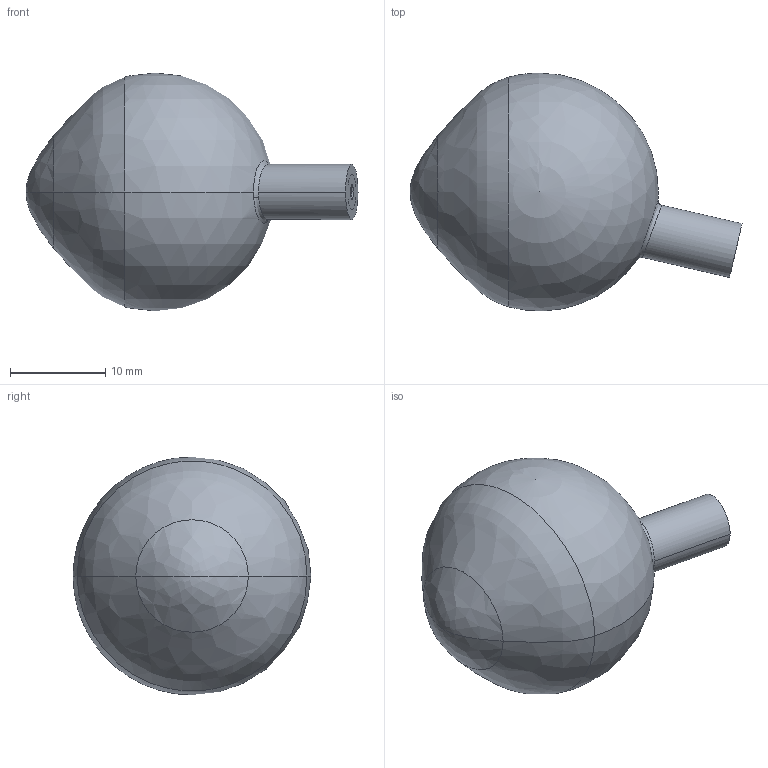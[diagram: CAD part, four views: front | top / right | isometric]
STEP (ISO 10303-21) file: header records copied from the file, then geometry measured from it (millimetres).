
FILE_DESCRIPTION (( 'STEP AP214' ), '1' );
FILE_NAME ('Human Eye.STEP', '2012-03-10T12:44:23', ( '' ), ( '' ), 'SwSTEP 2.0', 'SolidWorks 2011', '' );
FILE_SCHEMA (( 'AUTOMOTIVE_DESIGN' ));
Length unit declared in the file: millimetre
Products named in the file (1): Human Eye
Bounding box: 34.88 x 24.99 x 25 mm (x, y, z)
Volume: 8104.7 mm3; surface area: 11369.4 mm2
Topology: 10 solids, 10 shells, 224 faces, 638 edges, 404 vertices
Faces by surface type: cone 60, torus 56, plane 46, bspline 34, sphere 16, cylinder 12
Entity records: 9971 total; most frequent: CARTESIAN_POINT 4791, ORIENTED_EDGE 1190, DIRECTION 916, EDGE_CURVE 595, AXIS2_PLACEMENT_3D 432, VERTEX_POINT 383, B_SPLINE_CURVE_WITH_KNOTS 298, CIRCLE 241
